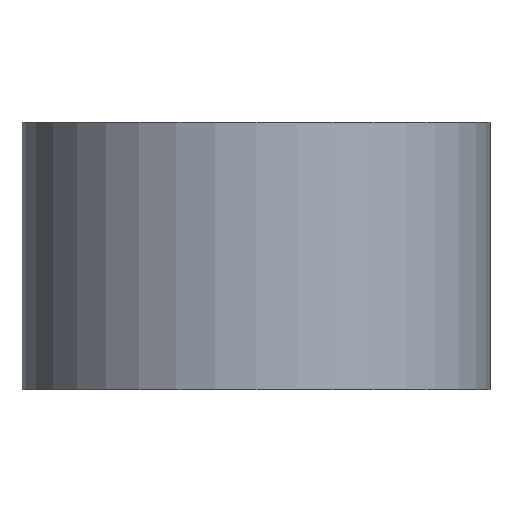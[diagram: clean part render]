
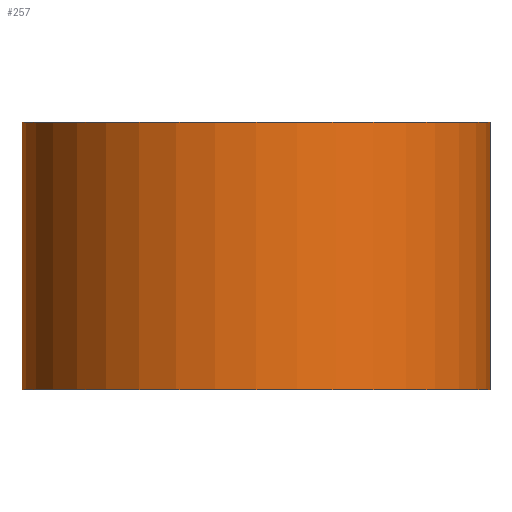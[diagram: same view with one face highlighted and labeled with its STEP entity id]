
A CAD part, front view. The second image highlights one B-rep face of the part: STEP entity #257.
In plain terms, the highlighted cylindrical face has radius 3.5 mm (diameter 7 mm), a partial arc.
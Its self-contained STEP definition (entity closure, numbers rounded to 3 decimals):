
#7 = CIRCLE ( 'NONE', #118, 3.5 ) ;
#8 = EDGE_CURVE ( 'NONE', #240, #78, #159, .T. ) ;
#14 = DIRECTION ( 'NONE',  ( 0., 0., -1. ) ) ;
#19 = CARTESIAN_POINT ( 'NONE',  ( -3.5, 0., 0. ) ) ;
#24 = VERTEX_POINT ( 'NONE', #187 ) ;
#38 = ORIENTED_EDGE ( 'NONE', *, *, #8, .T. ) ;
#42 = DIRECTION ( 'NONE',  ( 0., 0., 1. ) ) ;
#53 = VERTEX_POINT ( 'NONE', #248 ) ;
#54 = VECTOR ( 'NONE', #68, 1000. ) ;
#57 = DIRECTION ( 'NONE',  ( 1., 0., 0. ) ) ;
#60 = CARTESIAN_POINT ( 'NONE',  ( 0., 0., 0. ) ) ;
#61 = EDGE_CURVE ( 'NONE', #24, #53, #7, .T. ) ;
#62 = ORIENTED_EDGE ( 'NONE', *, *, #152, .T. ) ;
#63 = CARTESIAN_POINT ( 'NONE',  ( 0., 0., 4. ) ) ;
#65 = AXIS2_PLACEMENT_3D ( 'NONE', #214, #14, #262 ) ;
#66 = DIRECTION ( 'NONE',  ( 1., 0., 0. ) ) ;
#68 = DIRECTION ( 'NONE',  ( 0., 0., -1. ) ) ;
#72 = DIRECTION ( 'NONE',  ( 0., 0., -1. ) ) ;
#75 = AXIS2_PLACEMENT_3D ( 'NONE', #60, #124, #66 ) ;
#78 = VERTEX_POINT ( 'NONE', #101 ) ;
#88 = VECTOR ( 'NONE', #72, 1000. ) ;
#92 = EDGE_CURVE ( 'NONE', #53, #78, #180, .T. ) ;
#101 = CARTESIAN_POINT ( 'NONE',  ( 3.5, 0., 0. ) ) ;
#102 = CARTESIAN_POINT ( 'NONE',  ( 3.5, 0., 4. ) ) ;
#118 = AXIS2_PLACEMENT_3D ( 'NONE', #63, #42, #57 ) ;
#121 = FACE_OUTER_BOUND ( 'NONE', #160, .T. ) ;
#124 = DIRECTION ( 'NONE',  ( 0., 0., 1. ) ) ;
#128 = ORIENTED_EDGE ( 'NONE', *, *, #92, .F. ) ;
#152 = EDGE_CURVE ( 'NONE', #24, #240, #173, .T. ) ;
#159 = CIRCLE ( 'NONE', #75, 3.5 ) ;
#160 = EDGE_LOOP ( 'NONE', ( #128, #183, #62, #38 ) ) ;
#173 = LINE ( 'NONE', #255, #54 ) ;
#180 = LINE ( 'NONE', #102, #88 ) ;
#183 = ORIENTED_EDGE ( 'NONE', *, *, #61, .F. ) ;
#187 = CARTESIAN_POINT ( 'NONE',  ( -3.5, 0., 4. ) ) ;
#214 = CARTESIAN_POINT ( 'NONE',  ( 0., 0., 4. ) ) ;
#239 = CYLINDRICAL_SURFACE ( 'NONE', #65, 3.5 ) ;
#240 = VERTEX_POINT ( 'NONE', #19 ) ;
#248 = CARTESIAN_POINT ( 'NONE',  ( 3.5, 0., 4. ) ) ;
#255 = CARTESIAN_POINT ( 'NONE',  ( -3.5, 0., 4. ) ) ;
#257 = ADVANCED_FACE ( 'NONE', ( #121 ), #239, .T. ) ;
#262 = DIRECTION ( 'NONE',  ( -1., 0., 0. ) ) ;
